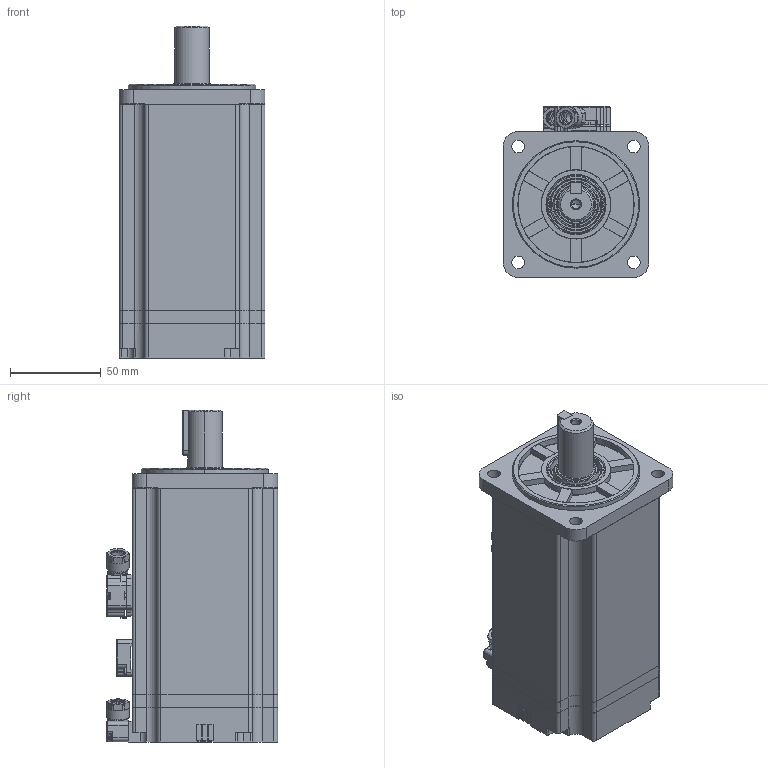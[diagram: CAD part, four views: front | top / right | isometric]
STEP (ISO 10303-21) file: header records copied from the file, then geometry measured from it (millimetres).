
FILE_DESCRIPTION((''),'2;1');
FILE_NAME('MS1H4-75B30CB-A334Z-S_ASM','2019-04-28T15:21:41',('w14852'),(''),'CREO PARAMETRIC BY PTC INC, 2017260','CREO PARAMETRIC BY PTC INC, 2017260','');
FILE_SCHEMA(('CONFIG_CONTROL_DESIGN'));
Length unit declared in the file: inch
Products named in the file (32): _1-SO-93600001_1_1_1; _1-SO-95990001_1_1_1; _1-SO-158220001_1_1_1; 31090527--1-SOL000_1_1_1_1; 1-295230_1_1_1; 31740002--1-SOLI00_1_1_1_1; _1-SO-403340001_1_1_1; _1-SO-404410001_1_1_1; 31090537--1-SOL000_1_1_1_1; _80-1-SO0001_1_1_1_1; _1-SO-417070001_1_1_1; _1-SO-417760001_1_1_1; _1-SO-421760001_1_1_1; _1-SO-424920001_1_1_1; 30_1_1_1_1; 1-543110_1_1_1; _1-SO-573050001_1_1_1; 31090651--MS1H4-750001_1_1_1; 22010113--1-SOLI00_1_1_1_1; _1-SO-731880001_1_1_1; _1-SO-740050001_1_1_1; _1-SO-742120001_1_1_1; _1-SO-983650001_1_1_1; MS1H4-75B30CB-A334Z_1_ASM_1_ASM_ASM; MS1H4-75B30CB-A334Z_ASM_1-37904_ASM; 1716920106_4_1_2_ASM_1_ASM; MS1H4-75B30CB-A334Z_ASM_1-37940_ASM; 21E8-005-1072-P4_1_1_1_1; 21E8-005-1073-P4_1_1_1_1; 22060240_3_1_1_1; MS1H4-75B30CB-A334Z-S_ASM_1_ASM; MS1H4-75B30CB-A334Z-S_ASM
Assembly tree (32 placements, depth 6):
  MS1H4-75B30CB-A334Z-S_ASM
    MS1H4-75B30CB-A334Z-S_ASM_1_ASM
      MS1H4-75B30CB-A334Z_ASM_1-37940_ASM
        MS1H4-75B30CB-A334Z_ASM_1-37904_ASM
          MS1H4-75B30CB-A334Z_1_ASM_1_ASM_ASM
            _1-SO-93600001_1_1_1
            _1-SO-95990001_1_1_1
            _1-SO-158220001_1_1_1
            31090527--1-SOL000_1_1_1_1
            1-295230_1_1_1
            31740002--1-SOLI00_1_1_1_1
            _1-SO-403340001_1_1_1
            _1-SO-404410001_1_1_1
            31090537--1-SOL000_1_1_1_1
            _80-1-SO0001_1_1_1_1
            _1-SO-417070001_1_1_1
            _1-SO-417760001_1_1_1
            _1-SO-421760001_1_1_1
            _1-SO-424920001_1_1_1
            30_1_1_1_1
            1-543110_1_1_1
            _1-SO-573050001_1_1_1
            31090651--MS1H4-750001_1_1_1
            22010113--1-SOLI00_1_1_1_1
            _1-SO-731880001_1_1_1
            _1-SO-740050001_1_1_1
            _1-SO-742120001_1_1_1
            _1-SO-983650001_1_1_1
        1716920106_4_1_2_ASM_1_ASM
      21E8-005-1072-P4_1_1_1_1
      21E8-005-1073-P4_1_1_1_1
      22060240_3_1_1_1  x2
Bounding box: 80 x 94.1 x 182.5 mm (x, y, z)
Volume: 845572.9 mm3; surface area: 118390.2 mm2
Topology: 27 solids, 29 shells, 1809 faces, 4953 edges, 3261 vertices
Faces by surface type: plane 1101, cylinder 510, torus 86, extrusion 39, cone 38, bspline 27, sphere 8
Entity records: 60889 total; most frequent: CARTESIAN_POINT 14087, ORIENTED_EDGE 9744, DIRECTION 9612, EDGE_CURVE 4876, VECTOR 3234, VERTEX_POINT 3216, LINE 3195, AXIS2_PLACEMENT_3D 3189
